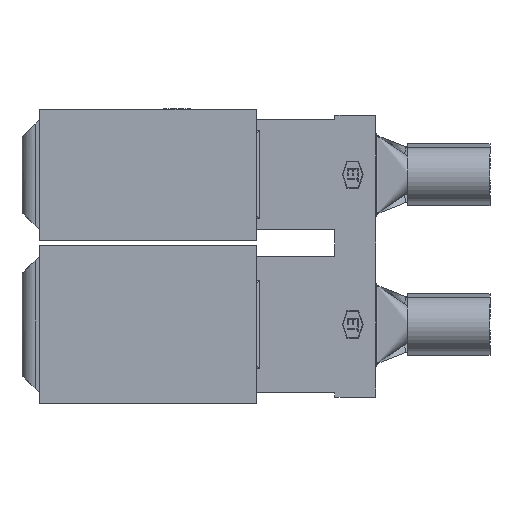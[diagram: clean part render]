
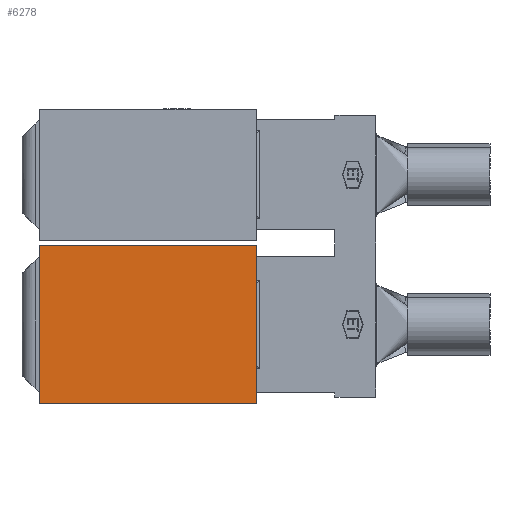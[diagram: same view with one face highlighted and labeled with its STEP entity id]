
A CAD part, front view. The second image highlights one B-rep face of the part: STEP entity #6278.
In plain terms, the highlighted planar face has unit normal (0, -1, 0).
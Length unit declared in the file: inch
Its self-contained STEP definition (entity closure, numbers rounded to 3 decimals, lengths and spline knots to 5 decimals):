
#98 = CARTESIAN_POINT ( 'NONE',  ( 0.4915, 0., 0.179 ) ) ;
#394 = LINE ( 'NONE', #4700, #789 ) ;
#789 = VECTOR ( 'NONE', #12666, 39.37008 ) ;
#2426 = LINE ( 'NONE', #13877, #11476 ) ;
#2523 = DIRECTION ( 'NONE',  ( 1., 0., 0. ) ) ;
#2715 = VECTOR ( 'NONE', #2523, 39.37008 ) ;
#2717 = ORIENTED_EDGE ( 'NONE', *, *, #11232, .F. ) ;
#3170 = CARTESIAN_POINT ( 'NONE',  ( 0., 0., -0.179 ) ) ;
#4046 = EDGE_LOOP ( 'NONE', ( #11870, #2717, #8921, #4289 ) ) ;
#4061 = CARTESIAN_POINT ( 'NONE',  ( 0., 0., 0.179 ) ) ;
#4289 = ORIENTED_EDGE ( 'NONE', *, *, #15114, .T. ) ;
#4478 = VERTEX_POINT ( 'NONE', #3170 ) ;
#4700 = CARTESIAN_POINT ( 'NONE',  ( 0.4915, 0., 0.179 ) ) ;
#4747 = DIRECTION ( 'NONE',  ( 0., 1., 0. ) ) ;
#4880 = EDGE_CURVE ( 'NONE', #8391, #8269, #12280, .T. ) ;
#5217 = AXIS2_PLACEMENT_3D ( 'NONE', #8340, #4747, #12719 ) ;
#5902 = FACE_OUTER_BOUND ( 'NONE', #4046, .T. ) ;
#6043 = LINE ( 'NONE', #6261, #2715 ) ;
#6261 = CARTESIAN_POINT ( 'NONE',  ( 0., 0., -0.179 ) ) ;
#6278 = ADVANCED_FACE ( 'NONE', ( #5902 ), #11658, .F. ) ;
#8269 = VERTEX_POINT ( 'NONE', #98 ) ;
#8340 = CARTESIAN_POINT ( 'NONE',  ( 0., 0., 0.179 ) ) ;
#8391 = VERTEX_POINT ( 'NONE', #10001 ) ;
#8921 = ORIENTED_EDGE ( 'NONE', *, *, #4880, .F. ) ;
#10001 = CARTESIAN_POINT ( 'NONE',  ( 0., 0., 0.179 ) ) ;
#11028 = DIRECTION ( 'NONE',  ( 1., 0., 0. ) ) ;
#11232 = EDGE_CURVE ( 'NONE', #8269, #13343, #394, .T. ) ;
#11476 = VECTOR ( 'NONE', #14926, 39.37008 ) ;
#11658 = PLANE ( 'NONE',  #5217 ) ;
#11870 = ORIENTED_EDGE ( 'NONE', *, *, #13279, .T. ) ;
#12042 = CARTESIAN_POINT ( 'NONE',  ( 0.4915, 0., -0.179 ) ) ;
#12280 = LINE ( 'NONE', #4061, #14805 ) ;
#12666 = DIRECTION ( 'NONE',  ( 0., 0., -1. ) ) ;
#12719 = DIRECTION ( 'NONE',  ( 0., 0., 1. ) ) ;
#13279 = EDGE_CURVE ( 'NONE', #4478, #13343, #6043, .T. ) ;
#13343 = VERTEX_POINT ( 'NONE', #12042 ) ;
#13877 = CARTESIAN_POINT ( 'NONE',  ( 0., 0., 0.179 ) ) ;
#14805 = VECTOR ( 'NONE', #11028, 39.37008 ) ;
#14926 = DIRECTION ( 'NONE',  ( 0., 0., -1. ) ) ;
#15114 = EDGE_CURVE ( 'NONE', #8391, #4478, #2426, .T. ) ;
